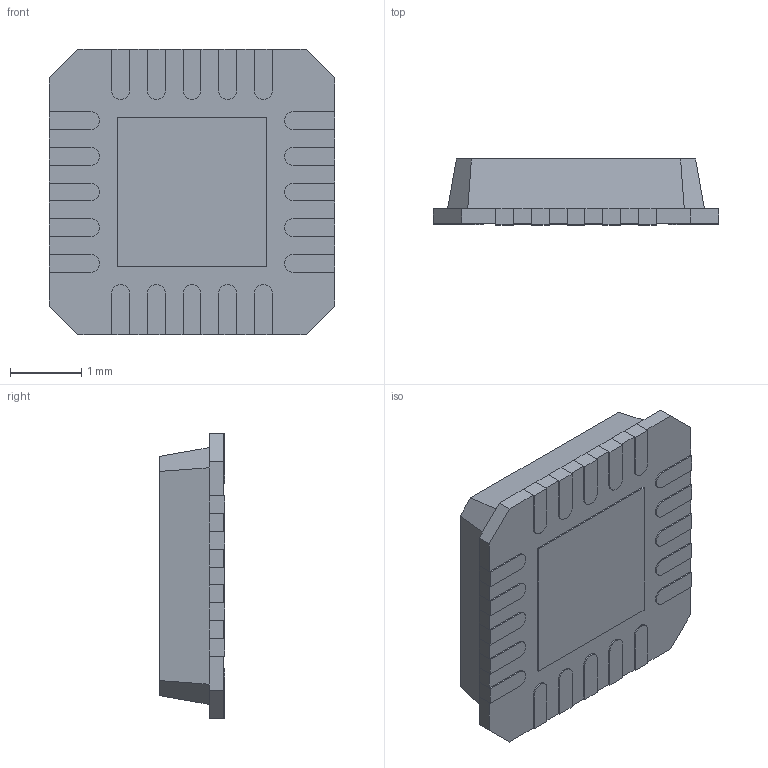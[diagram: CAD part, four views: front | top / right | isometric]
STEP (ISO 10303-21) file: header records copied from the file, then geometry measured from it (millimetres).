
FILE_DESCRIPTION (( 'STEP AP214' ), '1' );
FILE_NAME ('User Library-QFN20(4x4).STEP', '2021-10-22T01:28:21', ( '' ), ( '' ), 'SwSTEP 2.0', 'SolidWorks 2021', '' );
FILE_SCHEMA (( 'AUTOMOTIVE_DESIGN' ));
Length unit declared in the file: millimetre
Products named in the file (1): User Library-QFN20(4x4)
Bounding box: 4 x 0.92 x 4 mm (x, y, z)
Volume: 11.6 mm3; surface area: 72.9 mm2
Topology: 22 solids, 22 shells, 466 faces, 1182 edges, 774 vertices
Faces by surface type: plane 355, cylinder 82, bspline 27, torus 2
Entity records: 18601 total; most frequent: CARTESIAN_POINT 4138, ORIENTED_EDGE 2364, DIRECTION 2176, EDGE_CURVE 1182, VECTOR 960, LINE 960, VERTEX_POINT 774, AXIS2_PLACEMENT_3D 608
